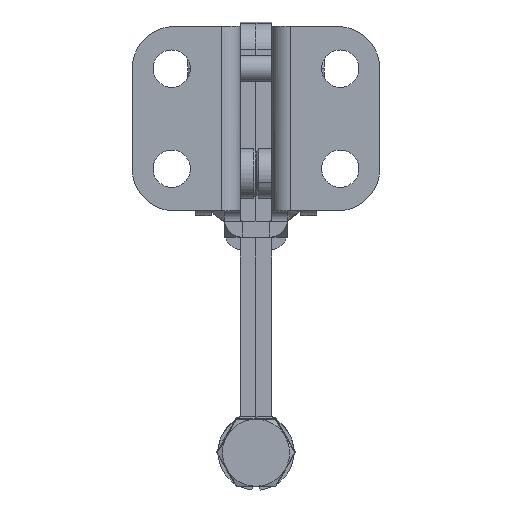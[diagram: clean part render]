
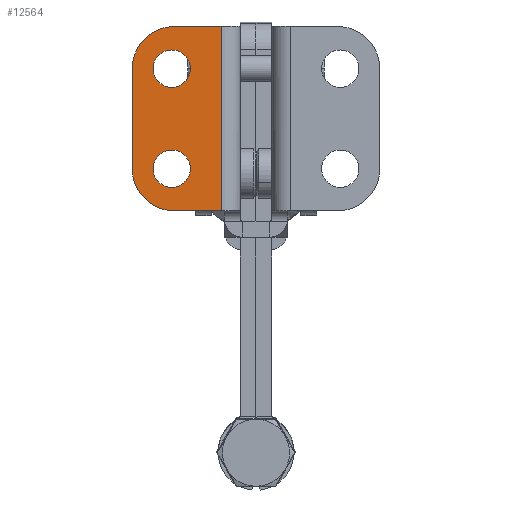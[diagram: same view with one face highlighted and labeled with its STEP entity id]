
A CAD part, front view. The second image highlights one B-rep face of the part: STEP entity #12564.
In plain terms, the highlighted planar face has unit normal (0, -1, 0).
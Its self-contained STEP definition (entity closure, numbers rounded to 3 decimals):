
#12564 = ADVANCED_FACE ( 'NONE', ( #13413, #13419, #13415 ), #16755, .F. ) ;
#13413 = FACE_BOUND ( 'NONE', #20054, .T. ) ;
#13415 = FACE_OUTER_BOUND ( 'NONE', #20046, .T. ) ;
#13419 = FACE_BOUND ( 'NONE', #20052, .T. ) ;
#14919 = AXIS2_PLACEMENT_3D ( 'NONE', #16752, #16748, #16759 ) ;
#15881 = AXIS2_PLACEMENT_3D ( 'NONE', #23771, #23773, #23774 ) ;
#15887 = AXIS2_PLACEMENT_3D ( 'NONE', #23794, #23796, #23798 ) ;
#16018 = AXIS2_PLACEMENT_3D ( 'NONE', #24405, #24407, #24409 ) ;
#16020 = AXIS2_PLACEMENT_3D ( 'NONE', #24413, #24415, #24417 ) ;
#16022 = AXIS2_PLACEMENT_3D ( 'NONE', #24426, #24428, #24430 ) ;
#16024 = AXIS2_PLACEMENT_3D ( 'NONE', #24436, #24438, #24440 ) ;
#16195 = ORIENTED_EDGE ( 'NONE', *, *, #17901, .F. ) ;
#16197 = ORIENTED_EDGE ( 'NONE', *, *, #18062, .F. ) ;
#16199 = ORIENTED_EDGE ( 'NONE', *, *, #17905, .F. ) ;
#16201 = ORIENTED_EDGE ( 'NONE', *, *, #18063, .F. ) ;
#16203 = ORIENTED_EDGE ( 'NONE', *, *, #18060, .F. ) ;
#16205 = ORIENTED_EDGE ( 'NONE', *, *, #18064, .T. ) ;
#16207 = ORIENTED_EDGE ( 'NONE', *, *, #18065, .T. ) ;
#16208 = ORIENTED_EDGE ( 'NONE', *, *, #18066, .T. ) ;
#16210 = ORIENTED_EDGE ( 'NONE', *, *, #18067, .T. ) ;
#16212 = ORIENTED_EDGE ( 'NONE', *, *, #18068, .T. ) ;
#16748 = DIRECTION ( 'NONE',  ( 0., 1., 0. ) ) ;
#16752 = CARTESIAN_POINT ( 'NONE',  ( -15.5, -15.53, 10. ) ) ;
#16755 = PLANE ( 'NONE',  #14919 ) ;
#16759 = DIRECTION ( 'NONE',  ( -1., 0., 0. ) ) ;
#17343 = VERTEX_POINT ( 'NONE', #23692 ) ;
#17345 = VERTEX_POINT ( 'NONE', #23694 ) ;
#17350 = VERTEX_POINT ( 'NONE', #23700 ) ;
#17356 = VERTEX_POINT ( 'NONE', #23705 ) ;
#17901 = EDGE_CURVE ( 'NONE', #17343, #17345, #20743, .T. ) ;
#17905 = EDGE_CURVE ( 'NONE', #17350, #17356, #20747, .T. ) ;
#18060 = EDGE_CURVE ( 'NONE', #20149, #20129, #21237, .T. ) ;
#18062 = EDGE_CURVE ( 'NONE', #17345, #17343, #21243, .T. ) ;
#18063 = EDGE_CURVE ( 'NONE', #17356, #17350, #21247, .T. ) ;
#18064 = EDGE_CURVE ( 'NONE', #20149, #20147, #21249, .T. ) ;
#18065 = EDGE_CURVE ( 'NONE', #20147, #20151, #21239, .T. ) ;
#18066 = EDGE_CURVE ( 'NONE', #20151, #20152, #21255, .T. ) ;
#18067 = EDGE_CURVE ( 'NONE', #20152, #20153, #21257, .T. ) ;
#18068 = EDGE_CURVE ( 'NONE', #20153, #20129, #21261, .T. ) ;
#20046 = EDGE_LOOP ( 'NONE', ( #16203, #16205, #16207, #16208, #16210, #16212 ) ) ;
#20052 = EDGE_LOOP ( 'NONE', ( #16199, #16201 ) ) ;
#20054 = EDGE_LOOP ( 'NONE', ( #16195, #16197 ) ) ;
#20129 = VERTEX_POINT ( 'NONE', #32589 ) ;
#20147 = VERTEX_POINT ( 'NONE', #32603 ) ;
#20149 = VERTEX_POINT ( 'NONE', #32605 ) ;
#20151 = VERTEX_POINT ( 'NONE', #32607 ) ;
#20152 = VERTEX_POINT ( 'NONE', #32608 ) ;
#20153 = VERTEX_POINT ( 'NONE', #32609 ) ;
#20743 = CIRCLE ( 'NONE', #15881, 3.55 ) ;
#20747 = CIRCLE ( 'NONE', #15887, 3.55 ) ;
#21237 = LINE ( 'NONE', #24383, #21241 ) ;
#21239 = CIRCLE ( 'NONE', #16022, 8. ) ;
#21241 = VECTOR ( 'NONE', #24375, 1000. ) ;
#21243 = CIRCLE ( 'NONE', #16018, 3.55 ) ;
#21247 = CIRCLE ( 'NONE', #16020, 3.55 ) ;
#21249 = LINE ( 'NONE', #24401, #21253 ) ;
#21253 = VECTOR ( 'NONE', #24403, 1000. ) ;
#21255 = LINE ( 'NONE', #24419, #21259 ) ;
#21257 = CIRCLE ( 'NONE', #16024, 8. ) ;
#21259 = VECTOR ( 'NONE', #24411, 1000. ) ;
#21261 = LINE ( 'NONE', #24423, #21265 ) ;
#21265 = VECTOR ( 'NONE', #24424, 1000. ) ;
#23692 = CARTESIAN_POINT ( 'NONE',  ( -19.55, -15.53, 29. ) ) ;
#23694 = CARTESIAN_POINT ( 'NONE',  ( -12.45, -15.53, 29. ) ) ;
#23700 = CARTESIAN_POINT ( 'NONE',  ( -19.55, -15.53, 10. ) ) ;
#23705 = CARTESIAN_POINT ( 'NONE',  ( -12.45, -15.53, 10. ) ) ;
#23771 = CARTESIAN_POINT ( 'NONE',  ( -16., -15.53, 29. ) ) ;
#23773 = DIRECTION ( 'NONE',  ( 0., -1., 0. ) ) ;
#23774 = DIRECTION ( 'NONE',  ( 1., 0., 0. ) ) ;
#23794 = CARTESIAN_POINT ( 'NONE',  ( -16., -15.53, 10. ) ) ;
#23796 = DIRECTION ( 'NONE',  ( 0., -1., 0. ) ) ;
#23798 = DIRECTION ( 'NONE',  ( 1., 0., 0. ) ) ;
#24375 = DIRECTION ( 'NONE',  ( 0., 0., -1. ) ) ;
#24383 = CARTESIAN_POINT ( 'NONE',  ( -6.5, -15.53, 10. ) ) ;
#24401 = CARTESIAN_POINT ( 'NONE',  ( -15.5, -15.53, 37. ) ) ;
#24403 = DIRECTION ( 'NONE',  ( -1., 0., 0. ) ) ;
#24405 = CARTESIAN_POINT ( 'NONE',  ( -16., -15.53, 29. ) ) ;
#24407 = DIRECTION ( 'NONE',  ( 0., -1., 0. ) ) ;
#24409 = DIRECTION ( 'NONE',  ( 1., 0., 0. ) ) ;
#24411 = DIRECTION ( 'NONE',  ( 0., 0., -1. ) ) ;
#24413 = CARTESIAN_POINT ( 'NONE',  ( -16., -15.53, 10. ) ) ;
#24415 = DIRECTION ( 'NONE',  ( 0., -1., 0. ) ) ;
#24417 = DIRECTION ( 'NONE',  ( 1., 0., 0. ) ) ;
#24419 = CARTESIAN_POINT ( 'NONE',  ( -23.5, -15.53, 10. ) ) ;
#24423 = CARTESIAN_POINT ( 'NONE',  ( -6., -15.53, 2. ) ) ;
#24424 = DIRECTION ( 'NONE',  ( 1., 0., 0. ) ) ;
#24426 = CARTESIAN_POINT ( 'NONE',  ( -15.5, -15.53, 29. ) ) ;
#24428 = DIRECTION ( 'NONE',  ( 0., -1., 0. ) ) ;
#24430 = DIRECTION ( 'NONE',  ( -1., 0., 0. ) ) ;
#24436 = CARTESIAN_POINT ( 'NONE',  ( -15.5, -15.53, 10. ) ) ;
#24438 = DIRECTION ( 'NONE',  ( 0., -1., 0. ) ) ;
#24440 = DIRECTION ( 'NONE',  ( -1., 0., 0. ) ) ;
#32589 = CARTESIAN_POINT ( 'NONE',  ( -6.5, -15.53, 2. ) ) ;
#32603 = CARTESIAN_POINT ( 'NONE',  ( -15.5, -15.53, 37. ) ) ;
#32605 = CARTESIAN_POINT ( 'NONE',  ( -6.5, -15.53, 37. ) ) ;
#32607 = CARTESIAN_POINT ( 'NONE',  ( -23.5, -15.53, 29. ) ) ;
#32608 = CARTESIAN_POINT ( 'NONE',  ( -23.5, -15.53, 10. ) ) ;
#32609 = CARTESIAN_POINT ( 'NONE',  ( -15.5, -15.53, 2. ) ) ;
